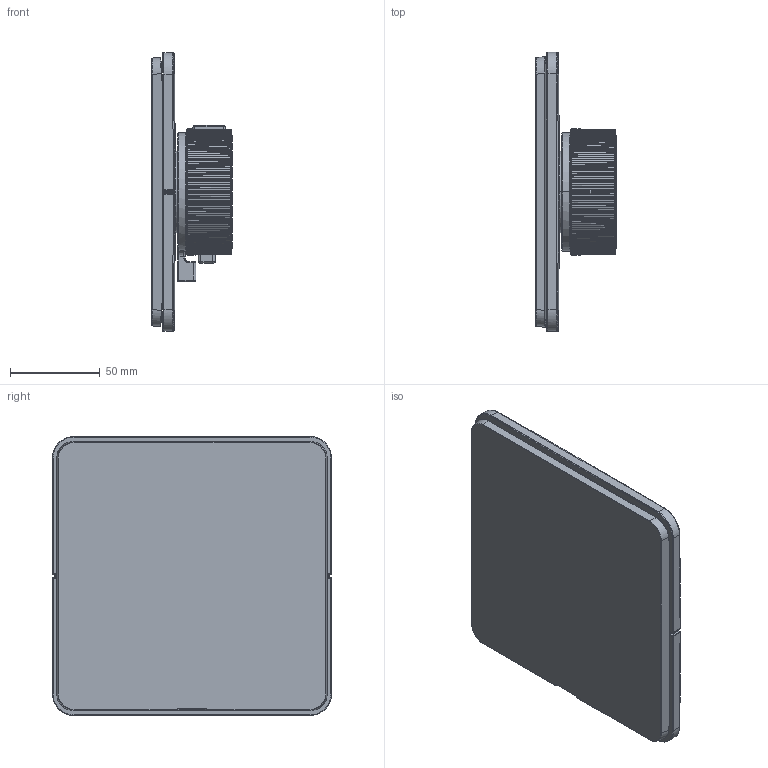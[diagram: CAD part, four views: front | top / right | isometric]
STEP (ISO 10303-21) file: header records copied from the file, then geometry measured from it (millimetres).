
FILE_DESCRIPTION(('CATIA V6 STEP','CAx-IF Rec.Pracs.--- Model Styling and Organization---1.5--- 2016-08-15','CAx-IF Rec.Pracs.---Supplemental Geometry---1.0---2011-11-01','CAx-IF Rec.Pracs.--- Composite Materials ---3.4---2017-06-13','CAx-IF Rec.Pracs.---Tessellated 3D Geometry---1.0---2015-12-17'),'2;1');
FILE_NAME('prd-HG-00475593.stp','2023-07-18T09:54:15+00:00',('none'),('none'),'3DEXPERIENCE Platform3DEXPERIENCE R2021x HotFix 8','3DEXPERIENCE Platform STEP AP242 v2','none');
FILE_SCHEMA(('AP242_MANAGED_MODEL_BASED_3D_ENGINEERING_MIM_LF {1 0 10303 442 1 1 4}'));
Products named in the file (12): P-2_AX_ShowerSel.NM_Th.UP_1V_u_2V_SoftSq.; P-2_Volumengriff_AX_iBox_next; P-2_Thermostatgriff_D70_kpl._iBox_next; P-2_Thermostatgriff_D70_AX_iBox_next; P-2_Pin_Thermostatgriff_D70_AX_iBox_next; P-2_Abdeckung_Th.griff_D70_AX_iBox_next; V5_P_2_Taste_Therm.griff_Select_iBox_Next; V5_P_2_Traegerrosette_kpl.Softcube_T30_iBox; V5_P_2_Traegrosette_Softcube_iBox_Next; V5_P_2_Traegrosette_fest_Ther.Select_iBoxNe; V5_P_2_Einsatz_Markierung_iBox_Next; V5_P_2_Blende_Q_Thermostat_Select_iBoxNext
Assembly tree (13 placements, depth 3):
  P-2_AX_ShowerSel.NM_Th.UP_1V_u_2V_SoftSq.
    P-2_Volumengriff_AX_iBox_next
    P-2_Thermostatgriff_D70_kpl._iBox_next
      P-2_Thermostatgriff_D70_AX_iBox_next
      P-2_Pin_Thermostatgriff_D70_AX_iBox_next
      P-2_Abdeckung_Th.griff_D70_AX_iBox_next
      V5_P_2_Taste_Therm.griff_Select_iBox_Next
    V5_P_2_Traegerrosette_kpl.Softcube_T30_iBox
      V5_P_2_Traegrosette_Softcube_iBox_Next
      V5_P_2_Traegrosette_fest_Ther.Select_iBoxNe
      V5_P_2_Einsatz_Markierung_iBox_Next  x2
    V5_P_2_Blende_Q_Thermostat_Select_iBoxNext  x2
Bounding box: 44.7 x 155.2 x 155.2 mm (x, y, z)
Volume: 445339.3 mm3; surface area: 133794.4 mm2
Topology: 11 solids, 11 shells, 1920 faces, 4382 edges, 2459 vertices
Faces by surface type: bspline 1216, cone 379, cylinder 161, plane 116, torus 22, sphere 22, extrusion 4
Entity records: 111234 total; most frequent: CARTESIAN_POINT 82213, ORIENTED_EDGE 8070, EDGE_CURVE 4035, B_SPLINE_CURVE_WITH_KNOTS 3371, VERTEX_POINT 2272, DIRECTION 1936, EDGE_LOOP 1783, ADVANCED_FACE 1782
